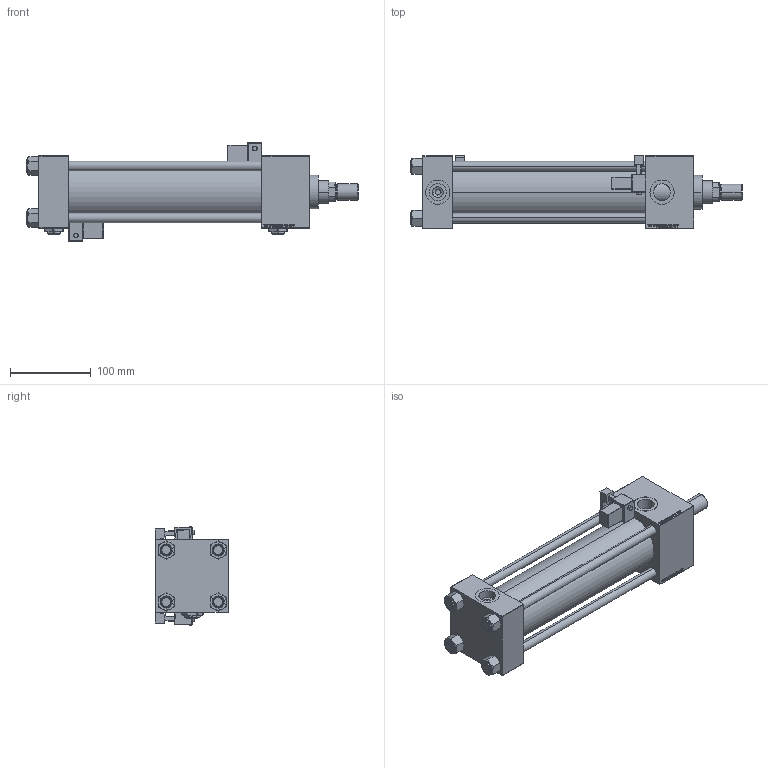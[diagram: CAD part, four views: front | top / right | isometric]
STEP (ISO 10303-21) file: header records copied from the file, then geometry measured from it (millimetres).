
FILE_DESCRIPTION (( 'STEP AP203' ), '1' );
FILE_NAME ('3266.STEP', '2024-10-21T13:13:15', ( '' ), ( '' ), 'SwSTEP 2.0', 'SolidWorks 2019', '' );
FILE_SCHEMA (( 'CONFIG_CONTROL_DESIGN' ));
Length unit declared in the file: millimetre
Products named in the file (9): V215CR_C_TYCINKA 0c6c90bb750de4f9af82cb204591e292; V215_VC_A 0c6c90bb750de4f9af82cb204591e292; V215CR_C_Body 0c6c90bb750de4f9af82cb204591e292; NUT_M5_C 0c6c90bb750de4f9af82cb204591e292; Zatka_pro_OIL_PORT 0c6c90bb750de4f9af82cb204591e292; V215CR_MSU 0c6c90bb750de4f9af82cb204591e292; ROD_END_AH 0c6c90bb750de4f9af82cb204591e292; V215CR_VCP_C 0c6c90bb750de4f9af82cb204591e292; 3266
Assembly tree (16 placements, depth 2):
  3266
    V215CR_C_Body 0c6c90bb750de4f9af82cb204591e292
    V215CR_VCP_C 0c6c90bb750de4f9af82cb204591e292
    NUT_M5_C 0c6c90bb750de4f9af82cb204591e292  x4
    V215CR_C_TYCINKA 0c6c90bb750de4f9af82cb204591e292  x4
    V215_VC_A 0c6c90bb750de4f9af82cb204591e292
    ROD_END_AH 0c6c90bb750de4f9af82cb204591e292
    V215CR_MSU 0c6c90bb750de4f9af82cb204591e292  x2
    Zatka_pro_OIL_PORT 0c6c90bb750de4f9af82cb204591e292  x2
Bounding box: 411 x 90.53 x 121.57 mm (x, y, z)
Volume: 1294515.3 mm3; surface area: 316238.9 mm2
Topology: 16 solids, 16 shells, 1418 faces, 3494 edges, 2215 vertices
Faces by surface type: plane 636, bspline 392, cone 182, cylinder 162, sphere 24, torus 22
Entity records: 54963 total; most frequent: CARTESIAN_POINT 28170, ORIENTED_EDGE 5906, DIRECTION 4021, EDGE_CURVE 2953, VERTEX_POINT 1917, VECTOR 1747, LINE 1747, EDGE_LOOP 1320
